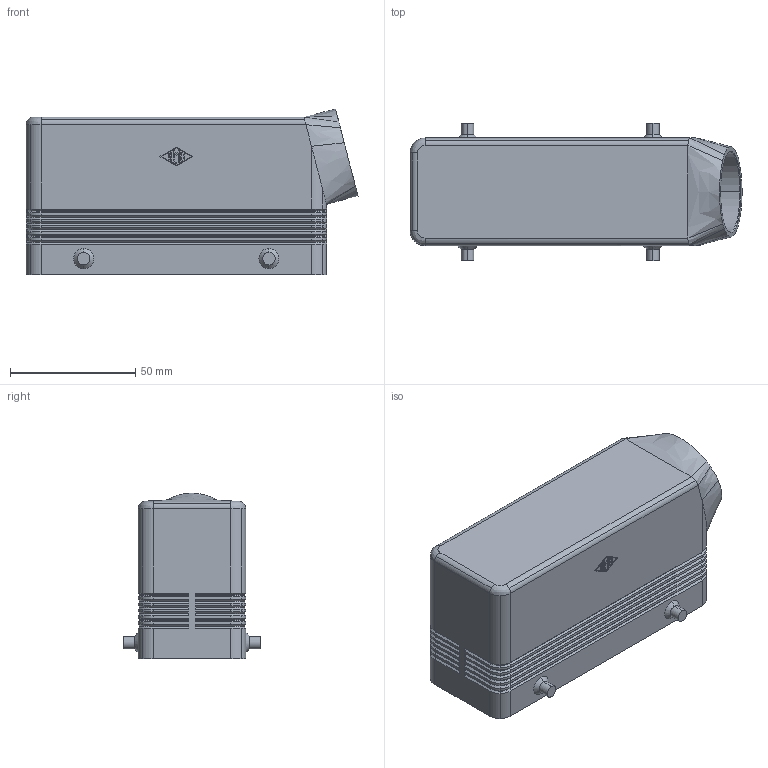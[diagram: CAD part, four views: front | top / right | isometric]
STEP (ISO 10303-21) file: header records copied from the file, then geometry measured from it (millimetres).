
FILE_DESCRIPTION((''),'2;1');
FILE_NAME('MHOW 24.32.stp','2007-01-05T12:21:06',('gembarski'),(''),'Autodesk Inventor 7','Autodesk Inventor 7','');
FILE_SCHEMA(('AUTOMOTIVE_DESIGN { 1 0 10303 214 1 1 1 1 }'));
Length unit declared in the file: millimetre
Products named in the file (1): CHO Tüllengehäuse 2 Bügel für einen Einsatz
Bounding box: 132.57 x 55 x 66.21 mm (x, y, z)
Volume: 83506.7 mm3; surface area: 50482.4 mm2
Topology: 1 solids, 1 shells, 498 faces, 1172 edges, 686 vertices
Faces by surface type: plane 185, cylinder 113, cone 102, bspline 94, torus 4
Entity records: 14844 total; most frequent: CARTESIAN_POINT 3611, ORIENTED_EDGE 2328, DIRECTION 2326, EDGE_CURVE 1164, VECTOR 780, LINE 780, AXIS2_PLACEMENT_3D 773, VERTEX_POINT 686
